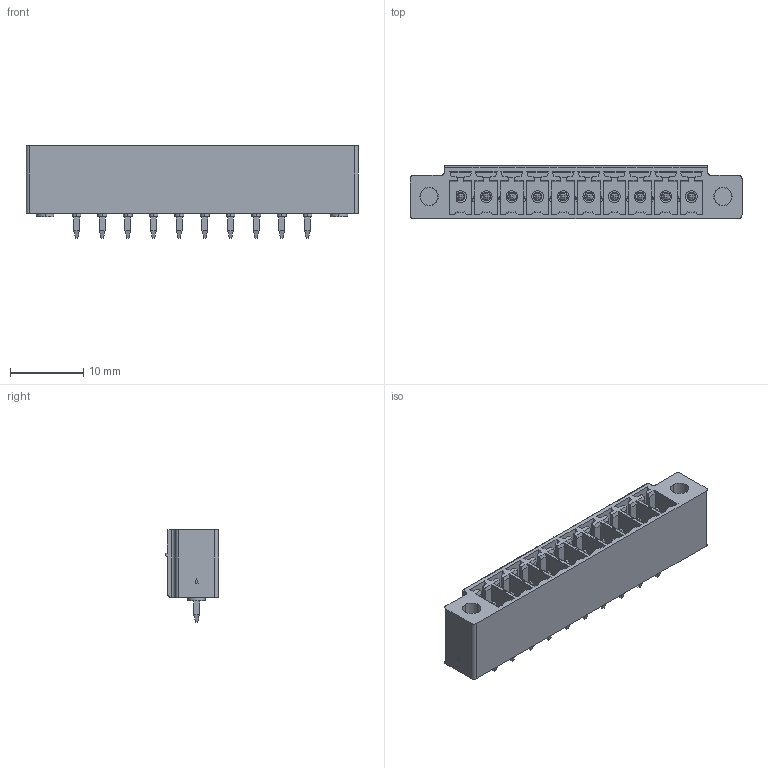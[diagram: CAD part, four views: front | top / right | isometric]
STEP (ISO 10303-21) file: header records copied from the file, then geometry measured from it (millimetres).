
FILE_DESCRIPTION(('FreeCAD Model'),'2;1');
FILE_NAME('mcv_1.5-10-gf-3.5.step', '2018-06-06T08:09:19',('kicad StepUp'),('ksu MCAD'), 'Open CASCADE STEP processor 6.8','FreeCAD','Unknown');
FILE_SCHEMA(('AUTOMOTIVE_DESIGN_CC2 { 1 2 10303 214 -1 1 5 4 }'));
Length unit declared in the file: millimetre
Products named in the file (1): mcv_1.5-10-gf-3.5
Bounding box: 45.3 x 7.25 x 12.6 mm (x, y, z)
Volume: 1778.9 mm3; surface area: 3486.8 mm2
Topology: 1 solids, 1 shells, 700 faces, 1761 edges, 1124 vertices
Faces by surface type: plane 547, cylinder 133, cone 20
Entity records: 25746 total; most frequent: CARTESIAN_POINT 3826, ORIENTED_EDGE 3522, DIRECTION 3453, EDGE_CURVE 1761, LINE 1431, VECTOR 1431, VERTEX_POINT 1124, AXIS2_PLACEMENT_3D 1011
